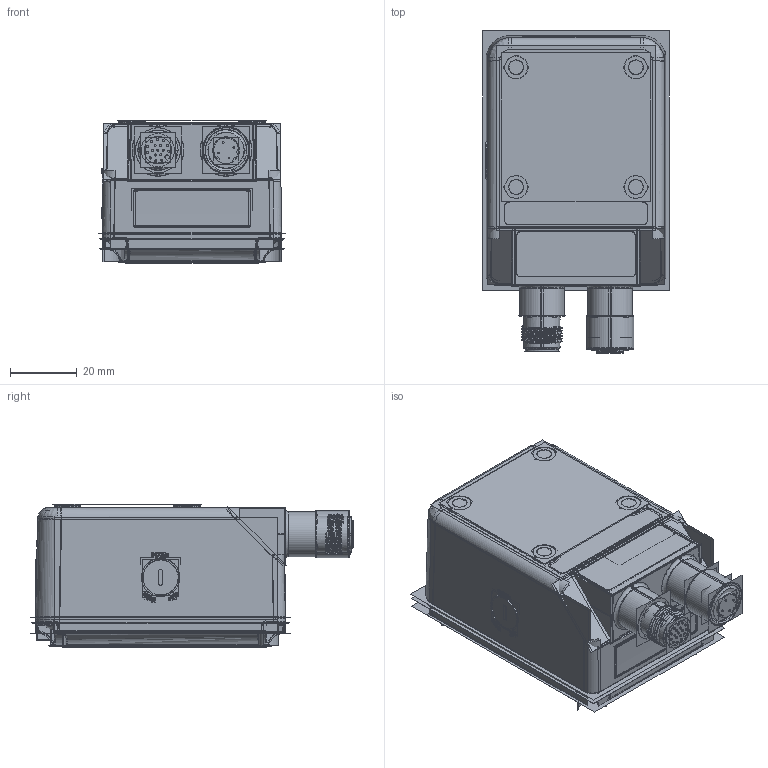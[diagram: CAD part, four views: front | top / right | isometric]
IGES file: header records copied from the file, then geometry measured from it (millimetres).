
Start section:  PTC IGES file: 209304.igs
Global section: file name: 209304.igs; native system: Creo Parametric by PTC Inc.; preprocessor: 2016260; author: pdmadmin; organization: Unknown; date: 20181120.151139; units: millimetre
Bounding box: 56.16 x 96.91 x 43.28 mm (x, y, z)
Volume: 21832.3 mm3; surface area: 358819.5 mm2
Topology: 20 solids, 20 shells, 4502 faces, 21892 edges, 26768 vertices
Faces by surface type: bspline 3518, revolution 984
